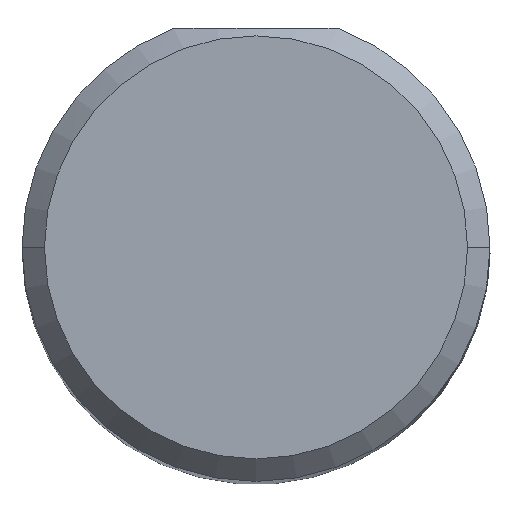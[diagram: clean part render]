
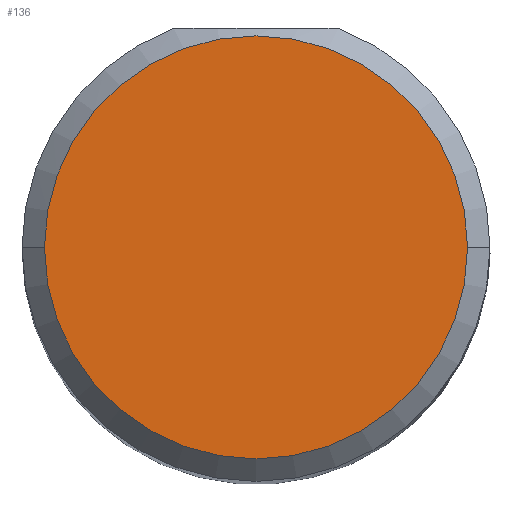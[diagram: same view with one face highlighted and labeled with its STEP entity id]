
A CAD part, top view. The second image highlights one B-rep face of the part: STEP entity #136.
In plain terms, the highlighted planar face has unit normal (0, 0, 1).
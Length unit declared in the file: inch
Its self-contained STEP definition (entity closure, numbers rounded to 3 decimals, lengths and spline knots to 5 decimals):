
#40 = CARTESIAN_POINT ( 'NONE',  ( 0.14125, 0., 2.5 ) ) ;
#52 = AXIS2_PLACEMENT_3D ( 'NONE', #319, #487, #542 ) ;
#81 = CARTESIAN_POINT ( 'NONE',  ( 0., 0., 2.5 ) ) ;
#102 = PLANE ( 'NONE',  #354 ) ;
#136 = ADVANCED_FACE ( 'NONE', ( #442 ), #102, .T. ) ;
#162 = DIRECTION ( 'NONE',  ( 0., 0., 1. ) ) ;
#192 = DIRECTION ( 'NONE',  ( 0., 0., 1. ) ) ;
#211 = CIRCLE ( 'NONE', #368, 0.14125 ) ;
#225 = VERTEX_POINT ( 'NONE', #328 ) ;
#254 = ORIENTED_EDGE ( 'NONE', *, *, #465, .T. ) ;
#267 = DIRECTION ( 'NONE',  ( 1., 0., 0. ) ) ;
#293 = CIRCLE ( 'NONE', #52, 0.14125 ) ;
#319 = CARTESIAN_POINT ( 'NONE',  ( 0., 0., 2.5 ) ) ;
#321 = CARTESIAN_POINT ( 'NONE',  ( 0., 0., 2.5 ) ) ;
#328 = CARTESIAN_POINT ( 'NONE',  ( -0.14125, 0., 2.5 ) ) ;
#335 = VERTEX_POINT ( 'NONE', #40 ) ;
#354 = AXIS2_PLACEMENT_3D ( 'NONE', #321, #192, #267 ) ;
#368 = AXIS2_PLACEMENT_3D ( 'NONE', #81, #162, #458 ) ;
#442 = FACE_OUTER_BOUND ( 'NONE', #452, .T. ) ;
#452 = EDGE_LOOP ( 'NONE', ( #557, #254 ) ) ;
#458 = DIRECTION ( 'NONE',  ( 1., 0., 0. ) ) ;
#465 = EDGE_CURVE ( 'NONE', #335, #225, #293, .T. ) ;
#487 = DIRECTION ( 'NONE',  ( 0., 0., 1. ) ) ;
#515 = EDGE_CURVE ( 'NONE', #225, #335, #211, .T. ) ;
#542 = DIRECTION ( 'NONE',  ( 1., 0., 0. ) ) ;
#557 = ORIENTED_EDGE ( 'NONE', *, *, #515, .T. ) ;
